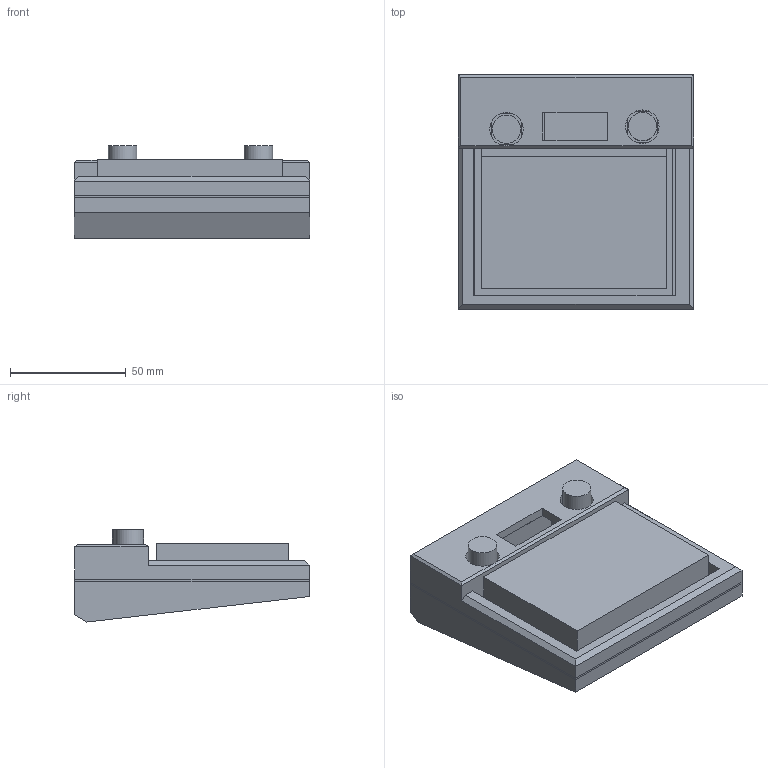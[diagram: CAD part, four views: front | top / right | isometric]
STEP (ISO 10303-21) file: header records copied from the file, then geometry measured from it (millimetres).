
FILE_DESCRIPTION(/* description */ (''),/* implementation_level */ '2;1');
FILE_NAME(/* name */ 'step.step',/* time_stamp */ '2024-08-17T11:28:41-04:00',/* author */ (''),/* organization */ (''),/* preprocessor_version */ 'ST-DEVELOPER v20',/* originating_system */ 'Autodesk Translation Framework v13.14.0.145',/* authorisation */ '');
FILE_SCHEMA (('AUTOMOTIVE_DESIGN { 1 0 10303 214 3 1 1 }'));
Length unit declared in the file: millimetre
Products named in the file (1): (Unsaved)
Bounding box: 101.5 x 101.04 x 39.76 mm (x, y, z)
Volume: 244307.7 mm3; surface area: 69190.5 mm2
Topology: 3 solids, 3 shells, 118 faces, 290 edges, 190 vertices
Faces by surface type: plane 114, cylinder 4
Full cylindrical faces by diameter (mm): 12.27 x2, 14.415 x2
Entity records: 3451 total; most frequent: CARTESIAN_POINT 599, ORIENTED_EDGE 580, DIRECTION 538, EDGE_CURVE 290, LINE 280, VECTOR 280, VERTEX_POINT 190, EDGE_LOOP 138
